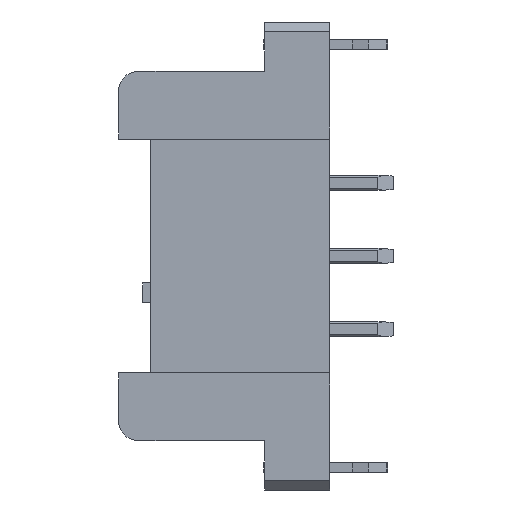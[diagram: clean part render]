
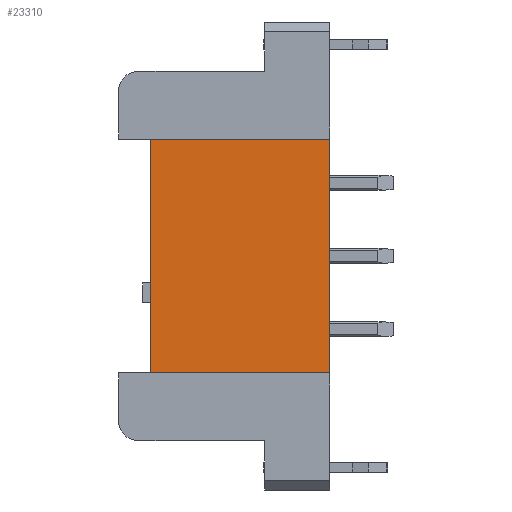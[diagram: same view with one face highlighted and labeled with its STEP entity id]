
A CAD part, front view. The second image highlights one B-rep face of the part: STEP entity #23310.
In plain terms, the highlighted planar face has unit normal (0, -1, 0).
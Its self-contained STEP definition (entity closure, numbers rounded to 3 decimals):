
#7270=CARTESIAN_POINT('',(-9.873,8.781,-29.918));
#7280=VERTEX_POINT('',#7270);
#7310=CARTESIAN_POINT('',(-9.873,8.781,-66.198));
#7320=DIRECTION('',(0.,0.,1.));
#7330=VECTOR('',#7320,1.);
#7340=LINE('',#7310,#7330);
#7350=CARTESIAN_POINT('',(-9.873,8.781,
-42.097));
#7360=VERTEX_POINT('',#7350);
#7370=EDGE_CURVE('',#7360,#7280,#7340,.T.);
#22320=CARTESIAN_POINT('',(-7.123,8.781,-42.097)
);
#22330=DIRECTION('',(1.,0.,0.));
#22340=VECTOR('',#22330,1.);
#22350=LINE('',#22320,#22340);
#22360=CARTESIAN_POINT('',(-0.523,8.781,
-42.097));
#22370=VERTEX_POINT('',#22360);
#22380=EDGE_CURVE('',#7360,#22370,#22350,.T.);
#23080=CARTESIAN_POINT('',(-10.023,8.781,-22.298));
#23090=DIRECTION('',(0.,-1.,-0.));
#23100=DIRECTION('',(0.,0.,-1.));
#23110=AXIS2_PLACEMENT_3D('',#23080,#23090,#23100);
#23120=PLANE('',#23110);
#23130=CARTESIAN_POINT('',(-7.123,8.781,-29.918));
#23140=DIRECTION('',(-1.,0.,0.));
#23150=VECTOR('',#23140,1.);
#23160=LINE('',#23130,#23150);
#23170=CARTESIAN_POINT('',(-0.523,8.781,-29.918)
);
#23180=VERTEX_POINT('',#23170);
#23190=EDGE_CURVE('',#23180,#7280,#23160,.T.);
#23200=ORIENTED_EDGE('',*,*,#23190,.T.);
#23210=CARTESIAN_POINT('',(-0.523,8.781,-29.918));
#23220=DIRECTION('',(0.,0.,-1.));
#23230=VECTOR('',#23220,1.);
#23240=LINE('',#23210,#23230);
#23250=EDGE_CURVE('',#23180,#22370,#23240,.T.);
#23260=ORIENTED_EDGE('',*,*,#23250,.F.);
#23270=ORIENTED_EDGE('',*,*,#22380,.T.);
#23280=ORIENTED_EDGE('',*,*,#7370,.F.);
#23290=EDGE_LOOP('',(#23280,#23270,#23260,#23200));
#23300=FACE_OUTER_BOUND('',#23290,.T.);
#23310=ADVANCED_FACE('',(#23300),#23120,.T.);
